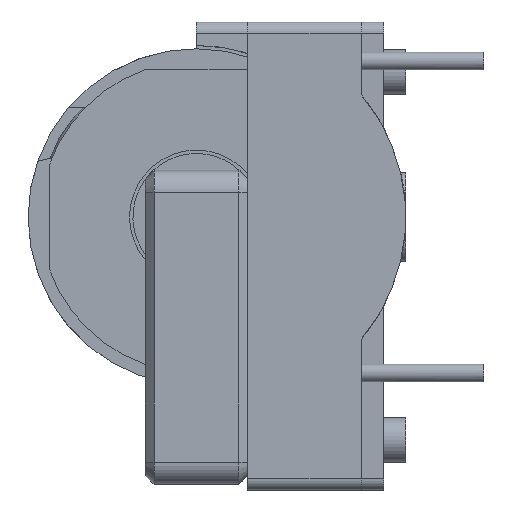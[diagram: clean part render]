
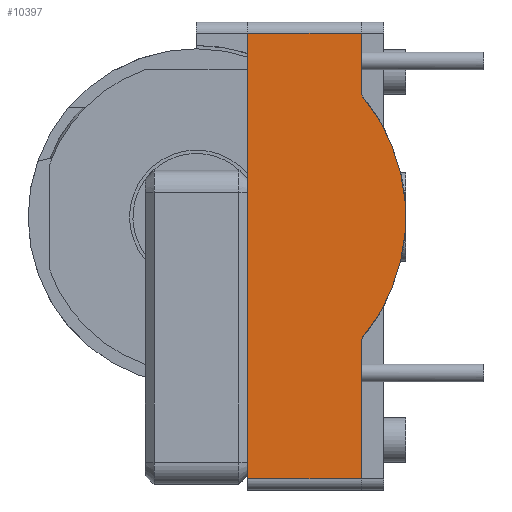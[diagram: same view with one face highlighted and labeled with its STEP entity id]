
A CAD part, left-side view. The second image highlights one B-rep face of the part: STEP entity #10397.
In plain terms, the highlighted planar face has unit normal (-1, 0, 0).
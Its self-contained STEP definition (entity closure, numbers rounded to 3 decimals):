
#245 = LINE ( 'NONE', #8926, #8027 ) ;
#601 = CARTESIAN_POINT ( 'NONE',  ( -11., -2.3, -11.75 ) ) ;
#712 = VECTOR ( 'NONE', #1654, 1000. ) ;
#717 = CIRCLE ( 'NONE', #15957, 8.5 ) ;
#1216 = DIRECTION ( 'NONE',  ( 0., 0., -1. ) ) ;
#1654 = DIRECTION ( 'NONE',  ( 0., -1., 0. ) ) ;
#1897 = LINE ( 'NONE', #10614, #6540 ) ;
#1904 = CARTESIAN_POINT ( 'NONE',  ( -11., -7.4, 8.25 ) ) ;
#3696 = CARTESIAN_POINT ( 'NONE',  ( -11., -2.3, 8.5 ) ) ;
#4518 = DIRECTION ( 'NONE',  ( 0., 0., -1. ) ) ;
#4747 = ORIENTED_EDGE ( 'NONE', *, *, #7067, .T. ) ;
#5076 = DIRECTION ( 'NONE',  ( 0., 0., 1. ) ) ;
#5127 = CARTESIAN_POINT ( 'NONE',  ( -11., -7.4, -11.75 ) ) ;
#5658 = EDGE_CURVE ( 'NONE', #6214, #9084, #11890, .T. ) ;
#5960 = EDGE_CURVE ( 'NONE', #17062, #11309, #8207, .T. ) ;
#6180 = LINE ( 'NONE', #3696, #13442 ) ;
#6214 = VERTEX_POINT ( 'NONE', #1904 ) ;
#6540 = VECTOR ( 'NONE', #12275, 1000. ) ;
#7067 = EDGE_CURVE ( 'NONE', #6214, #7700, #1897, .T. ) ;
#7700 = VERTEX_POINT ( 'NONE', #11762 ) ;
#8027 = VECTOR ( 'NONE', #1216, 1000. ) ;
#8207 = LINE ( 'NONE', #9212, #712 ) ;
#8926 = CARTESIAN_POINT ( 'NONE',  ( -11., -7.4, -5.477 ) ) ;
#9084 = VERTEX_POINT ( 'NONE', #18454 ) ;
#9212 = CARTESIAN_POINT ( 'NONE',  ( -11., 0., -11.75 ) ) ;
#9651 = CARTESIAN_POINT ( 'NONE',  ( -11., -0.9, 0. ) ) ;
#10397 = ADVANCED_FACE ( 'NONE', ( #14330 ), #17082, .F. ) ;
#10614 = CARTESIAN_POINT ( 'NONE',  ( -11., 0., 8.25 ) ) ;
#11309 = VERTEX_POINT ( 'NONE', #5127 ) ;
#11762 = CARTESIAN_POINT ( 'NONE',  ( -11., -2.3, 8.25 ) ) ;
#11890 = LINE ( 'NONE', #14409, #15477 ) ;
#12275 = DIRECTION ( 'NONE',  ( 0., 1., 0. ) ) ;
#13211 = ORIENTED_EDGE ( 'NONE', *, *, #5960, .T. ) ;
#13442 = VECTOR ( 'NONE', #5076, 1000. ) ;
#13447 = ORIENTED_EDGE ( 'NONE', *, *, #13555, .F. ) ;
#13555 = EDGE_CURVE ( 'NONE', #17062, #7700, #6180, .T. ) ;
#13656 = ORIENTED_EDGE ( 'NONE', *, *, #18867, .F. ) ;
#14166 = DIRECTION ( 'NONE',  ( 0., 0., -1. ) ) ;
#14330 = FACE_OUTER_BOUND ( 'NONE', #17131, .T. ) ;
#14409 = CARTESIAN_POINT ( 'NONE',  ( -11., -7.4, 8.5 ) ) ;
#14440 = AXIS2_PLACEMENT_3D ( 'NONE', #16886, #16949, #4518 ) ;
#14612 = EDGE_CURVE ( 'NONE', #16433, #11309, #245, .T. ) ;
#15477 = VECTOR ( 'NONE', #18877, 1000. ) ;
#15941 = CARTESIAN_POINT ( 'NONE',  ( -11., -7.4, -5.477 ) ) ;
#15949 = DIRECTION ( 'NONE',  ( 1., 0., 0. ) ) ;
#15957 = AXIS2_PLACEMENT_3D ( 'NONE', #9651, #15949, #14166 ) ;
#16433 = VERTEX_POINT ( 'NONE', #15941 ) ;
#16530 = ORIENTED_EDGE ( 'NONE', *, *, #14612, .F. ) ;
#16595 = ORIENTED_EDGE ( 'NONE', *, *, #5658, .F. ) ;
#16886 = CARTESIAN_POINT ( 'NONE',  ( -11., 0., 0. ) ) ;
#16949 = DIRECTION ( 'NONE',  ( 1., 0., 0. ) ) ;
#17062 = VERTEX_POINT ( 'NONE', #601 ) ;
#17082 = PLANE ( 'NONE',  #14440 ) ;
#17131 = EDGE_LOOP ( 'NONE', ( #16595, #4747, #13447, #13211, #16530, #13656 ) ) ;
#18454 = CARTESIAN_POINT ( 'NONE',  ( -11., -7.4, 5.477 ) ) ;
#18867 = EDGE_CURVE ( 'NONE', #9084, #16433, #717, .T. ) ;
#18877 = DIRECTION ( 'NONE',  ( 0., 0., -1. ) ) ;
